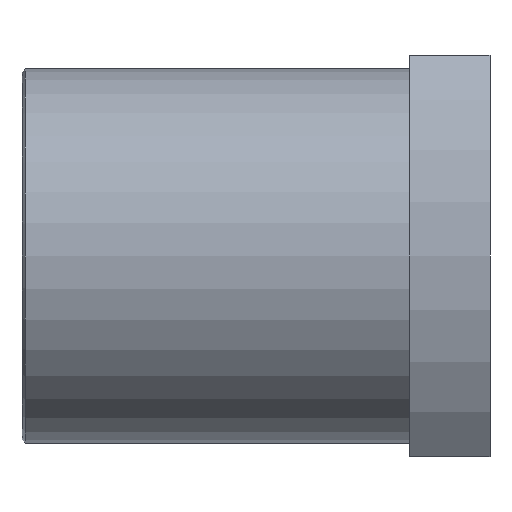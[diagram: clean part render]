
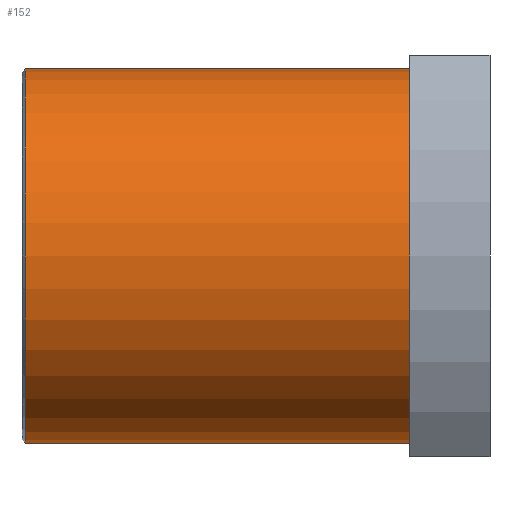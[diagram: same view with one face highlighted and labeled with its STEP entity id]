
A CAD part, front view. The second image highlights one B-rep face of the part: STEP entity #152.
In plain terms, the highlighted cylindrical face has radius 14 mm (diameter 28 mm), a partial arc.
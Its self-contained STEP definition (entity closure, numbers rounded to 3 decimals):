
#45 = DIRECTION ( 'NONE',  ( -1., 0., 0. ) ) ;
#57 = CARTESIAN_POINT ( 'NONE',  ( -15.792, 0., 14. ) ) ;
#73 = EDGE_CURVE ( 'NONE', #727, #146, #127, .T. ) ;
#80 = AXIS2_PLACEMENT_3D ( 'NONE', #498, #139, #441 ) ;
#119 = ORIENTED_EDGE ( 'NONE', *, *, #136, .F. ) ;
#127 = CIRCLE ( 'NONE', #413, 14. ) ;
#136 = EDGE_CURVE ( 'NONE', #727, #306, #167, .T. ) ;
#139 = DIRECTION ( 'NONE',  ( -1., 0., 0. ) ) ;
#146 = VERTEX_POINT ( 'NONE', #739 ) ;
#152 = ADVANCED_FACE ( 'NONE', ( #552 ), #256, .T. ) ;
#162 = DIRECTION ( 'NONE',  ( -1., 0., 0. ) ) ;
#167 = LINE ( 'NONE', #410, #570 ) ;
#204 = CARTESIAN_POINT ( 'NONE',  ( -15.792, 0., 0. ) ) ;
#207 = CARTESIAN_POINT ( 'NONE',  ( 12.958, 0., 0. ) ) ;
#248 = EDGE_CURVE ( 'NONE', #146, #398, #535, .T. ) ;
#251 = ORIENTED_EDGE ( 'NONE', *, *, #687, .T. ) ;
#256 = CYLINDRICAL_SURFACE ( 'NONE', #80, 14. ) ;
#306 = VERTEX_POINT ( 'NONE', #608 ) ;
#317 = CARTESIAN_POINT ( 'NONE',  ( 12.958, 0., -14. ) ) ;
#329 = DIRECTION ( 'NONE',  ( 0., 0., -1. ) ) ;
#357 = CARTESIAN_POINT ( 'NONE',  ( -105.275, 0., 14. ) ) ;
#376 = VECTOR ( 'NONE', #45, 1000. ) ;
#390 = CIRCLE ( 'NONE', #484, 14. ) ;
#398 = VERTEX_POINT ( 'NONE', #57 ) ;
#410 = CARTESIAN_POINT ( 'NONE',  ( -105.275, 0., -14. ) ) ;
#413 = AXIS2_PLACEMENT_3D ( 'NONE', #207, #162, #684 ) ;
#441 = DIRECTION ( 'NONE',  ( 0., 0., 1. ) ) ;
#484 = AXIS2_PLACEMENT_3D ( 'NONE', #204, #622, #329 ) ;
#498 = CARTESIAN_POINT ( 'NONE',  ( -105.275, 0., 0. ) ) ;
#535 = LINE ( 'NONE', #357, #376 ) ;
#552 = FACE_OUTER_BOUND ( 'NONE', #609, .T. ) ;
#570 = VECTOR ( 'NONE', #639, 1000. ) ;
#602 = ORIENTED_EDGE ( 'NONE', *, *, #248, .T. ) ;
#608 = CARTESIAN_POINT ( 'NONE',  ( -15.792, 0., -14. ) ) ;
#609 = EDGE_LOOP ( 'NONE', ( #119, #700, #602, #251 ) ) ;
#622 = DIRECTION ( 'NONE',  ( 1., 0., 0. ) ) ;
#639 = DIRECTION ( 'NONE',  ( -1., 0., 0. ) ) ;
#684 = DIRECTION ( 'NONE',  ( 0., 0., 1. ) ) ;
#687 = EDGE_CURVE ( 'NONE', #398, #306, #390, .T. ) ;
#700 = ORIENTED_EDGE ( 'NONE', *, *, #73, .T. ) ;
#727 = VERTEX_POINT ( 'NONE', #317 ) ;
#739 = CARTESIAN_POINT ( 'NONE',  ( 12.958, 0., 14. ) ) ;
